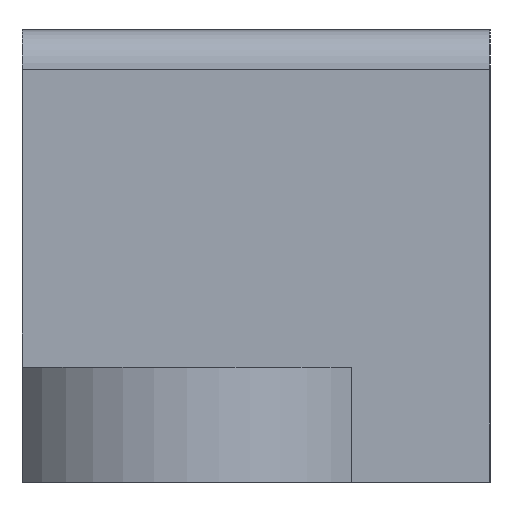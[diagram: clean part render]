
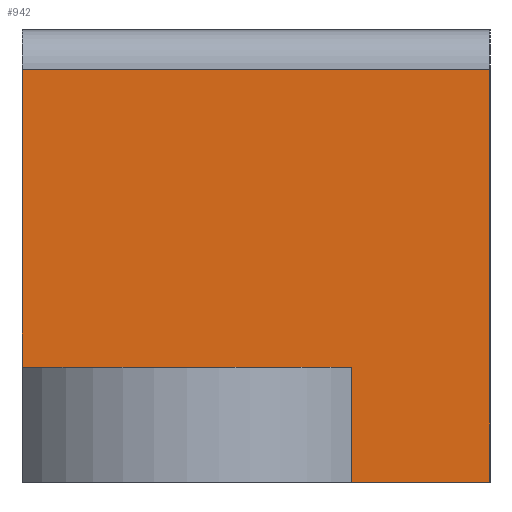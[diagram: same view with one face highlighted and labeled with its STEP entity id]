
A CAD part, left-side view. The second image highlights one B-rep face of the part: STEP entity #942.
In plain terms, the highlighted planar face has unit normal (-1, 0, 0).
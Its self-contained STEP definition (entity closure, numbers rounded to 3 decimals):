
#24=PLANE('',#1013);
#64=FACE_OUTER_BOUND('',#109,.T.);
#109=EDGE_LOOP('',(#722,#723,#724,#725,#726,#727,#728,#729,#730,#731));
#158=LINE('',#1363,#277);
#168=LINE('',#1383,#287);
#180=LINE('',#1409,#299);
#189=LINE('',#1435,#308);
#193=LINE('',#1442,#312);
#194=LINE('',#1444,#313);
#195=LINE('',#1446,#314);
#196=LINE('',#1448,#315);
#197=LINE('',#1450,#316);
#198=LINE('',#1451,#317);
#277=VECTOR('',#1096,10.);
#287=VECTOR('',#1110,10.);
#299=VECTOR('',#1132,10.);
#308=VECTOR('',#1159,10.);
#312=VECTOR('',#1165,10.);
#313=VECTOR('',#1166,10.);
#314=VECTOR('',#1167,10.);
#315=VECTOR('',#1168,10.);
#316=VECTOR('',#1169,10.);
#317=VECTOR('',#1170,10.);
#419=VERTEX_POINT('',#1356);
#422=VERTEX_POINT('',#1361);
#430=VERTEX_POINT('',#1381);
#437=VERTEX_POINT('',#1403);
#439=VERTEX_POINT('',#1407);
#447=VERTEX_POINT('',#1434);
#450=VERTEX_POINT('',#1443);
#451=VERTEX_POINT('',#1445);
#452=VERTEX_POINT('',#1447);
#453=VERTEX_POINT('',#1449);
#518=EDGE_CURVE('',#422,#419,#158,.T.);
#529=EDGE_CURVE('',#430,#422,#168,.T.);
#542=EDGE_CURVE('',#437,#439,#180,.T.);
#555=EDGE_CURVE('',#447,#437,#189,.T.);
#559=EDGE_CURVE('',#430,#447,#193,.T.);
#560=EDGE_CURVE('',#450,#439,#194,.T.);
#561=EDGE_CURVE('',#450,#451,#195,.T.);
#562=EDGE_CURVE('',#451,#452,#196,.T.);
#563=EDGE_CURVE('',#453,#452,#197,.T.);
#564=EDGE_CURVE('',#453,#419,#198,.T.);
#722=ORIENTED_EDGE('',*,*,#518,.F.);
#723=ORIENTED_EDGE('',*,*,#529,.F.);
#724=ORIENTED_EDGE('',*,*,#559,.T.);
#725=ORIENTED_EDGE('',*,*,#555,.T.);
#726=ORIENTED_EDGE('',*,*,#542,.T.);
#727=ORIENTED_EDGE('',*,*,#560,.F.);
#728=ORIENTED_EDGE('',*,*,#561,.T.);
#729=ORIENTED_EDGE('',*,*,#562,.T.);
#730=ORIENTED_EDGE('',*,*,#563,.F.);
#731=ORIENTED_EDGE('',*,*,#564,.T.);
#942=ADVANCED_FACE('',(#64),#24,.T.);
#1013=AXIS2_PLACEMENT_3D('',#1441,#1163,#1164);
#1096=DIRECTION('',(0.,-1.,0.));
#1110=DIRECTION('',(0.,0.,1.));
#1132=DIRECTION('',(0.,-1.,0.));
#1159=DIRECTION('',(0.,0.,-1.));
#1163=DIRECTION('center_axis',(-1.,0.,0.));
#1164=DIRECTION('ref_axis',(0.,-1.,0.));
#1165=DIRECTION('',(0.,-1.,0.));
#1166=DIRECTION('',(0.,0.,-1.));
#1167=DIRECTION('',(0.,-1.,0.));
#1168=DIRECTION('',(0.,0.,-1.));
#1169=DIRECTION('',(0.,1.,0.));
#1170=DIRECTION('',(0.,0.,1.));
#1356=CARTESIAN_POINT('',(-7.3,-5.9,0.6));
#1361=CARTESIAN_POINT('',(-7.3,5.9,0.6));
#1363=CARTESIAN_POINT('',(-7.3,2.95,0.6));
#1381=CARTESIAN_POINT('',(-7.3,5.9,-6.9));
#1383=CARTESIAN_POINT('',(-7.3,5.9,0.));
#1403=CARTESIAN_POINT('',(-7.3,3.2,-8.8));
#1407=CARTESIAN_POINT('',(-7.3,0.2,-8.8));
#1409=CARTESIAN_POINT('',(-7.3,3.825,-8.8));
#1434=CARTESIAN_POINT('',(-7.3,3.2,-6.9));
#1435=CARTESIAN_POINT('',(-7.3,3.2,-6.9));
#1441=CARTESIAN_POINT('Origin',(-7.3,5.9,0.));
#1442=CARTESIAN_POINT('',(-7.3,1.75,-6.9));
#1443=CARTESIAN_POINT('',(-7.3,0.2,-6.9));
#1444=CARTESIAN_POINT('',(-7.3,0.2,-6.9));
#1445=CARTESIAN_POINT('',(-7.3,-2.4,-6.9));
#1446=CARTESIAN_POINT('',(-7.3,1.75,-6.9));
#1447=CARTESIAN_POINT('',(-7.3,-2.4,-9.8));
#1448=CARTESIAN_POINT('',(-7.3,-2.4,-4.9));
#1449=CARTESIAN_POINT('',(-7.3,-5.9,-9.8));
#1450=CARTESIAN_POINT('',(-7.3,5.9,-9.8));
#1451=CARTESIAN_POINT('',(-7.3,-5.9,0.));
